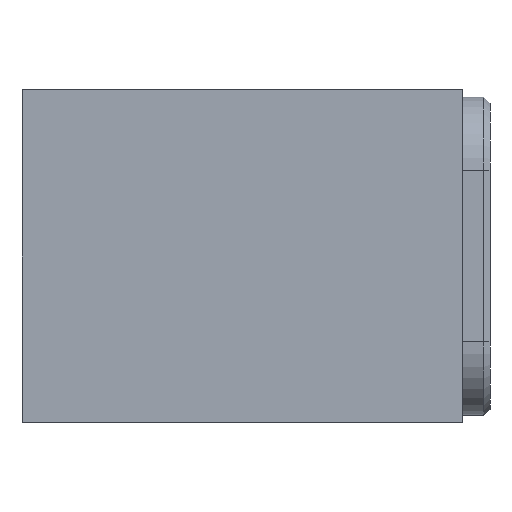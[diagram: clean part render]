
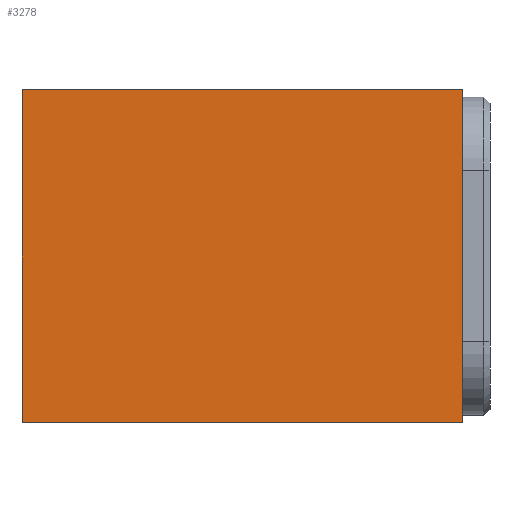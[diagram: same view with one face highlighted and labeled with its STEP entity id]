
A CAD part, left-side view. The second image highlights one B-rep face of the part: STEP entity #3278.
In plain terms, the highlighted planar face has unit normal (-1, 0, 0).
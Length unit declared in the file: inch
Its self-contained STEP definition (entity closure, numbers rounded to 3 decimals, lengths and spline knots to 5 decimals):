
#433=DIRECTION('',(0.,-1.,0.));
#434=VECTOR('',#433,2.25);
#435=CARTESIAN_POINT('',(0.,0.,0.));
#436=LINE('',#435,#434);
#489=DIRECTION('',(0.,-1.,0.));
#490=VECTOR('',#489,2.25);
#491=CARTESIAN_POINT('',(0.,0.,1.7));
#492=LINE('',#491,#490);
#1599=DIRECTION('',(0.,0.,1.));
#1600=VECTOR('',#1599,1.7);
#1601=CARTESIAN_POINT('',(0.,-2.25,0.));
#1602=LINE('',#1601,#1600);
#1603=DIRECTION('',(0.,0.,1.));
#1604=VECTOR('',#1603,1.7);
#1605=CARTESIAN_POINT('',(0.,0.,0.));
#1606=LINE('',#1605,#1604);
#2042=CARTESIAN_POINT('',(0.,0.,0.));
#2044=VERTEX_POINT('',#2042);
#2046=CARTESIAN_POINT('',(0.,0.,1.7));
#2048=VERTEX_POINT('',#2046);
#2201=CARTESIAN_POINT('',(0.,-2.25,0.));
#2203=VERTEX_POINT('',#2201);
#2205=CARTESIAN_POINT('',(0.,-2.25,1.7));
#2207=VERTEX_POINT('',#2205);
#3266=CARTESIAN_POINT('',(0.,0.,0.));
#3267=DIRECTION('',(-1.,0.,0.));
#3268=DIRECTION('',(0.,-1.,0.));
#3269=AXIS2_PLACEMENT_3D('',#3266,#3267,#3268);
#3270=PLANE('',#3269);
#3271=ORIENTED_EDGE('',*,*,#2570,.F.);
#3272=ORIENTED_EDGE('',*,*,#2307,.F.);
#3274=ORIENTED_EDGE('',*,*,#3273,.T.);
#3275=ORIENTED_EDGE('',*,*,#2413,.T.);
#3276=EDGE_LOOP('',(#3271,#3272,#3274,#3275));
#3277=FACE_OUTER_BOUND('',#3276,.F.);
#3278=ADVANCED_FACE('',(#3277),#3270,.T.);
#2307=EDGE_CURVE('',#2044,#2203,#436,.T.);
#2413=EDGE_CURVE('',#2048,#2207,#492,.T.);
#2570=EDGE_CURVE('',#2203,#2207,#1602,.T.);
#3273=EDGE_CURVE('',#2044,#2048,#1606,.T.);
